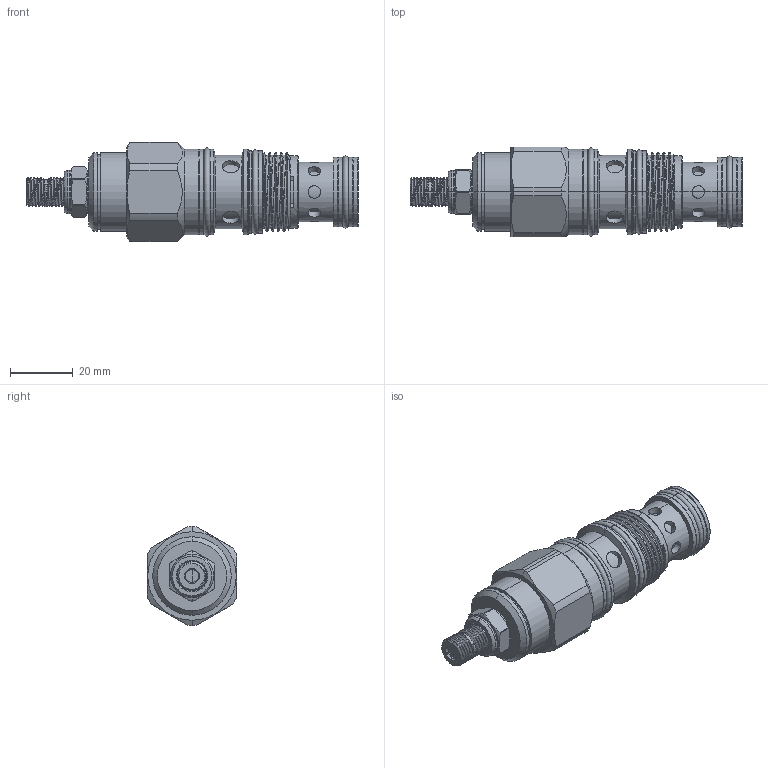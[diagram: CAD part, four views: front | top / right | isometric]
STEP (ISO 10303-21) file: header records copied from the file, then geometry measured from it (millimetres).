
FILE_DESCRIPTION (( 'STEP AP203' ), '1' );
FILE_NAME ('DP2A3M-L.STEP', '2024-05-28T06:15:59', ( '' ), ( '' ), 'SwSTEP 2.0', 'SolidWorks 2018', '' );
FILE_SCHEMA (( 'CONFIG_CONTROL_DESIGN' ));
Length unit declared in the file: millimetre
Products named in the file (1): DP2A3M-L
Bounding box: 105.76 x 28.57 x 31.6 mm (x, y, z)
Volume: 44211.5 mm3; surface area: 11218.7 mm2
Topology: 2 solids, 2 shells, 284 faces, 658 edges, 412 vertices
Faces by surface type: cylinder 154, plane 56, cone 39, torus 28, bspline 7
Entity records: 14102 total; most frequent: CARTESIAN_POINT 7834, ORIENTED_EDGE 1312, DIRECTION 1276, EDGE_CURVE 656, AXIS2_PLACEMENT_3D 537, VERTEX_POINT 412, EDGE_LOOP 320, FACE_OUTER_BOUND 284
